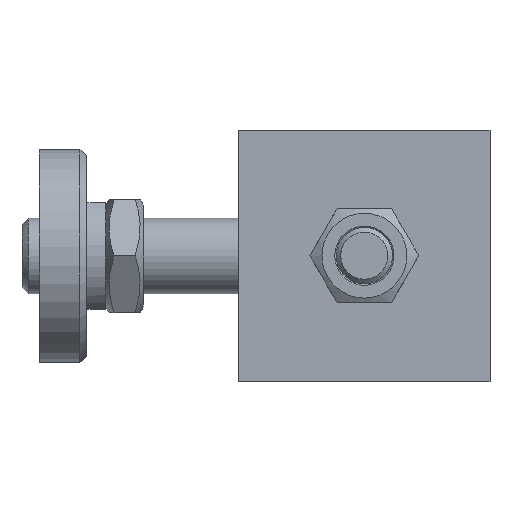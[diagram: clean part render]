
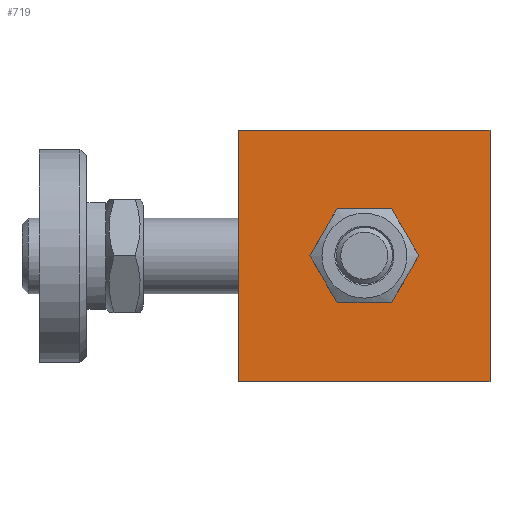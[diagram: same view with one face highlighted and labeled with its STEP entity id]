
A CAD part, top view. The second image highlights one B-rep face of the part: STEP entity #719.
In plain terms, the highlighted planar face has unit normal (0, 0, 1).
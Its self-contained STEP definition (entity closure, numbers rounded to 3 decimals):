
#719=ADVANCED_FACE('',(#1665,#1667),#1669,.T.);
#1665=FACE_BOUND('',#1666,.T.);
#1666=EDGE_LOOP('',(#2130,#2131,#2132,#2133));
#1667=FACE_BOUND('',#1668,.T.);
#1668=EDGE_LOOP('',(#2134));
#1669=PLANE('',#1670);
#1670=AXIS2_PLACEMENT_3D('',#1671,#1672,#1673);
#1671=CARTESIAN_POINT('',(-41.115,42.627,61.488));
#1672=DIRECTION('',(0.,0.,1.));
#1673=DIRECTION('',(0.,-1.,0.));
#2130=ORIENTED_EDGE('',*,*,#2336,.T.);
#2131=ORIENTED_EDGE('',*,*,#2334,.T.);
#2132=ORIENTED_EDGE('',*,*,#2332,.T.);
#2133=ORIENTED_EDGE('',*,*,#2330,.T.);
#2134=ORIENTED_EDGE('',*,*,#2338,.F.);
#2330=EDGE_CURVE('',#2598,#2596,#2599,.T.);
#2332=EDGE_CURVE('',#2601,#2598,#2602,.T.);
#2334=EDGE_CURVE('',#2604,#2601,#2605,.T.);
#2336=EDGE_CURVE('',#2596,#2604,#2607,.T.);
#2338=EDGE_CURVE('',#2610,#2610,#2611,.F.);
#2596=VERTEX_POINT('',#4283);
#2598=VERTEX_POINT('',#4287);
#2599=LINE('',#4288,#4289);
#2601=VERTEX_POINT('',#4294);
#2602=LINE('',#4295,#4296);
#2604=VERTEX_POINT('',#4301);
#2605=LINE('',#4302,#4303);
#2607=LINE('',#4308,#4309);
#2610=VERTEX_POINT('',#4316);
#2611=CIRCLE('',#4317,13.5);
#4283=CARTESIAN_POINT('',(-41.115,-37.373,61.488));
#4287=CARTESIAN_POINT('',(-41.115,42.627,61.488));
#4288=CARTESIAN_POINT('',(-41.115,42.627,61.488));
#4289=VECTOR('',#4290,1.);
#4290=DIRECTION('',(0.,-1.,0.));
#4294=CARTESIAN_POINT('',(38.885,42.627,61.488));
#4295=CARTESIAN_POINT('',(38.885,42.627,61.488));
#4296=VECTOR('',#4297,1.);
#4297=DIRECTION('',(-1.,0.,0.));
#4301=CARTESIAN_POINT('',(38.885,-37.373,61.488));
#4302=CARTESIAN_POINT('',(38.885,-37.373,61.488));
#4303=VECTOR('',#4304,1.);
#4304=DIRECTION('',(0.,1.,0.));
#4308=CARTESIAN_POINT('',(-41.115,-37.373,61.488));
#4309=VECTOR('',#4310,1.);
#4310=DIRECTION('',(1.,0.,0.));
#4316=CARTESIAN_POINT('',(-7.865,14.318,61.488));
#4317=AXIS2_PLACEMENT_3D('',#4318,#4319,#4320);
#4318=CARTESIAN_POINT('',(-1.115,2.627,61.488));
#4319=DIRECTION('',(0.,0.,-1.));
#4320=DIRECTION('',(-0.5,0.866,0.));
